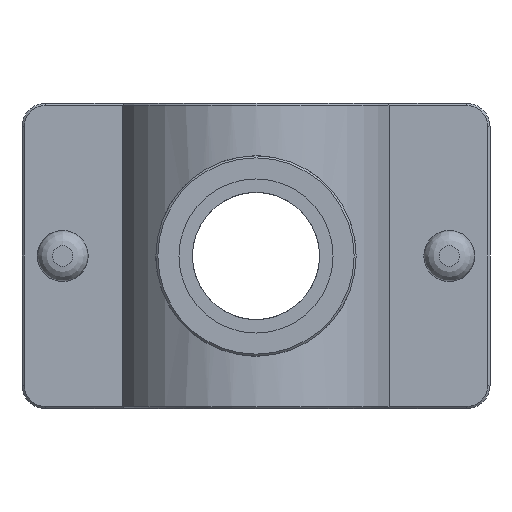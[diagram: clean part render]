
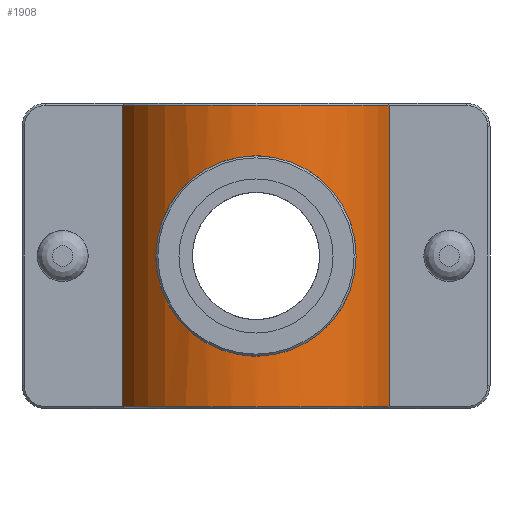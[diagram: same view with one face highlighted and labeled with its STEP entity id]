
A CAD part, front view. The second image highlights one B-rep face of the part: STEP entity #1908.
In plain terms, the highlighted cylindrical face has radius 28 mm (diameter 56 mm), a partial arc.
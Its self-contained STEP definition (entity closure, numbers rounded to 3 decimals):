
#129=LINE('',#3336,#281);
#130=LINE('',#3338,#282);
#281=VECTOR('',#2479,59.2);
#282=VECTOR('',#2482,59.2);
#472=CIRCLE('',#2059,28.);
#473=CIRCLE('',#2062,28.);
#525=FACE_BOUND('',#753,.T.);
#615=FACE_OUTER_BOUND('',#752,.T.);
#752=EDGE_LOOP('',(#1560,#1561,#1562,#1563));
#753=EDGE_LOOP('',(#1564,#1565));
#833=B_SPLINE_CURVE_WITH_KNOTS('',3,(#2727,#2728,#2729,#2730,#2731,#2732,
#2733,#2734,#2735,#2736,#2737,#2738,#2739,#2740,#2741,#2742,#2743,#2744,
#2745,#2746,#2747,#2748,#2749,#2750,#2751,#2752),.UNSPECIFIED.,.F.,.F.,
(4,2,2,2,2,2,2,2,2,2,2,2,4),(1.913,2.152,2.391,
2.869,3.348,3.587,3.826,4.066,
4.305,4.784,5.262,5.501,5.74),
 .UNSPECIFIED.);
#834=B_SPLINE_CURVE_WITH_KNOTS('',3,(#2753,#2754,#2755,#2756,#2757,#2758,
#2759,#2760,#2761,#2762,#2763,#2764,#2765,#2766,#2767,#2768,#2769,#2770,
#2771,#2772,#2773,#2774,#2775,#2776,#2777,#2778,#2779),.UNSPECIFIED.,.F.,
 .F.,(4,2,2,2,2,2,3,2,2,2,2,2,4),(5.74,5.979,6.218,
6.696,7.174,7.414,7.653,7.892,
8.132,8.61,9.088,9.327,9.566),
 .UNSPECIFIED.);
#851=VERTEX_POINT('',#2725);
#852=VERTEX_POINT('',#2726);
#945=VERTEX_POINT('',#3276);
#946=VERTEX_POINT('',#3281);
#947=VERTEX_POINT('',#3288);
#949=VERTEX_POINT('',#3297);
#1025=EDGE_CURVE('',#851,#852,#833,.T.);
#1026=EDGE_CURVE('',#852,#851,#834,.T.);
#1158=EDGE_CURVE('',#945,#946,#472,.T.);
#1164=EDGE_CURVE('',#949,#947,#473,.T.);
#1181=EDGE_CURVE('',#945,#947,#129,.T.);
#1182=EDGE_CURVE('',#946,#949,#130,.T.);
#1560=ORIENTED_EDGE('',*,*,#1158,.F.);
#1561=ORIENTED_EDGE('',*,*,#1181,.T.);
#1562=ORIENTED_EDGE('',*,*,#1164,.F.);
#1563=ORIENTED_EDGE('',*,*,#1182,.F.);
#1564=ORIENTED_EDGE('',*,*,#1025,.T.);
#1565=ORIENTED_EDGE('',*,*,#1026,.T.);
#1827=CYLINDRICAL_SURFACE('',#2077,28.);
#1908=ADVANCED_FACE('',(#615,#525),#1827,.T.);
#2059=AXIS2_PLACEMENT_3D('',#3282,#2429,#2430);
#2062=AXIS2_PLACEMENT_3D('',#3302,#2437,#2438);
#2077=AXIS2_PLACEMENT_3D('',#3337,#2480,#2481);
#2429=DIRECTION('center_axis',(0.,0.,-1.));
#2430=DIRECTION('ref_axis',(1.,0.,0.));
#2437=DIRECTION('center_axis',(0.,0.,1.));
#2438=DIRECTION('ref_axis',(1.,0.,0.));
#2479=DIRECTION('',(0.,0.,1.));
#2480=DIRECTION('center_axis',(0.,0.,1.));
#2481=DIRECTION('ref_axis',(1.,0.,0.));
#2482=DIRECTION('',(0.,0.,1.));
#2725=CARTESIAN_POINT('',(0.,-28.,12.5));
#2726=CARTESIAN_POINT('',(0.,-28.,-12.5));
#2727=CARTESIAN_POINT('Ctrl Pts',(0.,-28.,12.5));
#2728=CARTESIAN_POINT('Ctrl Pts',(0.797,-28.,12.5));
#2729=CARTESIAN_POINT('Ctrl Pts',(1.617,-27.965,12.423));
#2730=CARTESIAN_POINT('Ctrl Pts',(3.242,-27.824,12.101));
#2731=CARTESIAN_POINT('Ctrl Pts',(4.046,-27.717,11.856));
#2732=CARTESIAN_POINT('Ctrl Pts',(6.351,-27.315,10.894));
#2733=CARTESIAN_POINT('Ctrl Pts',(7.742,-26.933,9.935));
#2734=CARTESIAN_POINT('Ctrl Pts',(9.937,-26.203,7.741));
#2735=CARTESIAN_POINT('Ctrl Pts',(10.895,-25.803,6.35));
#2736=CARTESIAN_POINT('Ctrl Pts',(11.856,-25.368,4.047));
#2737=CARTESIAN_POINT('Ctrl Pts',(12.1,-25.251,3.243));
#2738=CARTESIAN_POINT('Ctrl Pts',(12.422,-25.094,1.619));
#2739=CARTESIAN_POINT('Ctrl Pts',(12.5,-25.055,0.798));
#2740=CARTESIAN_POINT('Ctrl Pts',(12.5,-25.055,-0.798));
#2741=CARTESIAN_POINT('Ctrl Pts',(12.422,-25.094,-1.619));
#2742=CARTESIAN_POINT('Ctrl Pts',(12.1,-25.251,-3.243));
#2743=CARTESIAN_POINT('Ctrl Pts',(11.856,-25.368,-4.047));
#2744=CARTESIAN_POINT('Ctrl Pts',(10.895,-25.803,-6.35));
#2745=CARTESIAN_POINT('Ctrl Pts',(9.937,-26.203,-7.741));
#2746=CARTESIAN_POINT('Ctrl Pts',(7.742,-26.933,-9.935));
#2747=CARTESIAN_POINT('Ctrl Pts',(6.351,-27.315,-10.894));
#2748=CARTESIAN_POINT('Ctrl Pts',(4.046,-27.717,-11.856));
#2749=CARTESIAN_POINT('Ctrl Pts',(3.242,-27.824,-12.101));
#2750=CARTESIAN_POINT('Ctrl Pts',(1.617,-27.965,-12.423));
#2751=CARTESIAN_POINT('Ctrl Pts',(0.797,-28.,-12.5));
#2752=CARTESIAN_POINT('Ctrl Pts',(0.,-28.,-12.5));
#2753=CARTESIAN_POINT('Ctrl Pts',(0.,-28.,-12.5));
#2754=CARTESIAN_POINT('Ctrl Pts',(-0.797,-28.,-12.5));
#2755=CARTESIAN_POINT('Ctrl Pts',(-1.617,-27.965,-12.423));
#2756=CARTESIAN_POINT('Ctrl Pts',(-3.242,-27.824,-12.101));
#2757=CARTESIAN_POINT('Ctrl Pts',(-4.046,-27.717,-11.856));
#2758=CARTESIAN_POINT('Ctrl Pts',(-6.351,-27.315,-10.894));
#2759=CARTESIAN_POINT('Ctrl Pts',(-7.742,-26.933,-9.935));
#2760=CARTESIAN_POINT('Ctrl Pts',(-9.937,-26.203,-7.741));
#2761=CARTESIAN_POINT('Ctrl Pts',(-10.895,-25.803,-6.35));
#2762=CARTESIAN_POINT('Ctrl Pts',(-11.856,-25.368,-4.047));
#2763=CARTESIAN_POINT('Ctrl Pts',(-12.1,-25.251,-3.243));
#2764=CARTESIAN_POINT('Ctrl Pts',(-12.422,-25.094,-1.619));
#2765=CARTESIAN_POINT('Ctrl Pts',(-12.5,-25.055,-0.798));
#2766=CARTESIAN_POINT('Ctrl Pts',(-12.5,-25.055,0.));
#2767=CARTESIAN_POINT('Ctrl Pts',(-12.5,-25.055,0.798));
#2768=CARTESIAN_POINT('Ctrl Pts',(-12.422,-25.094,1.619));
#2769=CARTESIAN_POINT('Ctrl Pts',(-12.1,-25.251,3.243));
#2770=CARTESIAN_POINT('Ctrl Pts',(-11.856,-25.368,4.047));
#2771=CARTESIAN_POINT('Ctrl Pts',(-10.895,-25.803,6.35));
#2772=CARTESIAN_POINT('Ctrl Pts',(-9.937,-26.203,7.741));
#2773=CARTESIAN_POINT('Ctrl Pts',(-7.742,-26.933,9.935));
#2774=CARTESIAN_POINT('Ctrl Pts',(-6.351,-27.315,10.894));
#2775=CARTESIAN_POINT('Ctrl Pts',(-4.046,-27.717,11.856));
#2776=CARTESIAN_POINT('Ctrl Pts',(-3.242,-27.824,12.101));
#2777=CARTESIAN_POINT('Ctrl Pts',(-1.617,-27.965,12.423));
#2778=CARTESIAN_POINT('Ctrl Pts',(-0.797,-28.,12.5));
#2779=CARTESIAN_POINT('Ctrl Pts',(0.,-28.,12.5));
#3276=CARTESIAN_POINT('',(26.153,-10.,-29.6));
#3281=CARTESIAN_POINT('',(-26.153,-10.,-29.6));
#3282=CARTESIAN_POINT('Origin',(0.,0.,-29.6));
#3288=CARTESIAN_POINT('',(26.153,-10.,29.6));
#3297=CARTESIAN_POINT('',(-26.153,-10.,29.6));
#3302=CARTESIAN_POINT('Origin',(0.,0.,29.6));
#3336=CARTESIAN_POINT('',(26.153,-10.,0.));
#3337=CARTESIAN_POINT('Origin',(0.,0.,0.));
#3338=CARTESIAN_POINT('',(-26.153,-10.,0.));
